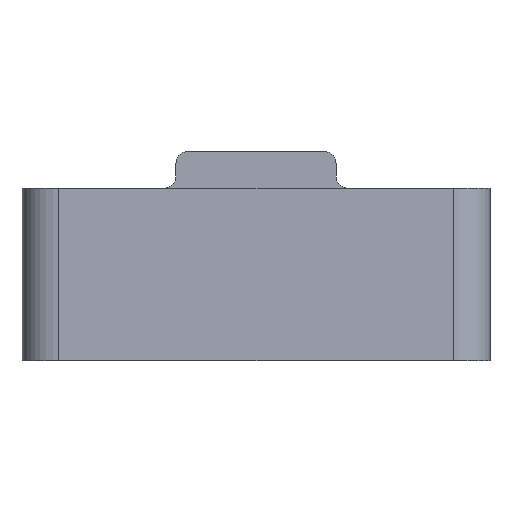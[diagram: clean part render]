
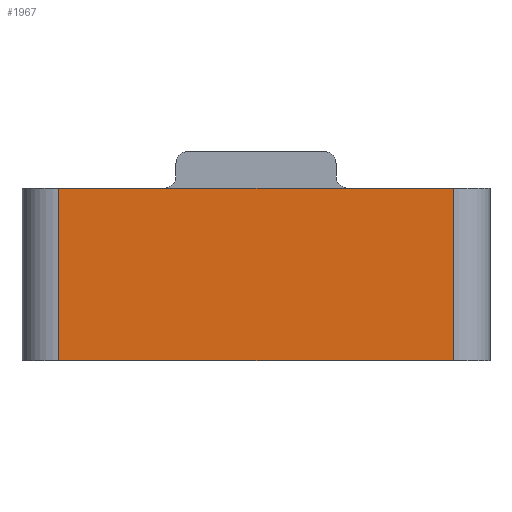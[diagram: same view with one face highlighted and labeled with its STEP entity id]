
A CAD part, left-side view. The second image highlights one B-rep face of the part: STEP entity #1967.
In plain terms, the highlighted face is planar.
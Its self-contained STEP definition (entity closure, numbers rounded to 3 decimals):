
#60 = VECTOR ( 'NONE', #1336, 1000. ) ;
#83 = DIRECTION ( 'NONE',  ( 1., 0., 0. ) ) ;
#270 = CARTESIAN_POINT ( 'NONE',  ( 4., 16., 25.5 ) ) ;
#299 = LINE ( 'NONE', #1339, #780 ) ;
#315 = VECTOR ( 'NONE', #83, 1000. ) ;
#506 = LINE ( 'NONE', #1383, #60 ) ;
#699 = VERTEX_POINT ( 'NONE', #270 ) ;
#749 = EDGE_CURVE ( 'NONE', #1904, #1658, #299, .T. ) ;
#780 = VECTOR ( 'NONE', #1170, 1000. ) ;
#806 = ORIENTED_EDGE ( 'NONE', *, *, #749, .T. ) ;
#1021 = CARTESIAN_POINT ( 'NONE',  ( -10., 16., 25.5 ) ) ;
#1126 = DIRECTION ( 'NONE',  ( 0., 1., 0. ) ) ;
#1142 = PLANE ( 'NONE',  #1628 ) ;
#1170 = DIRECTION ( 'NONE',  ( 0., -1., 0. ) ) ;
#1180 = EDGE_LOOP ( 'NONE', ( #2059, #2087, #1610, #806 ) ) ;
#1214 = CARTESIAN_POINT ( 'NONE',  ( -10., -16., 25.5 ) ) ;
#1316 = LINE ( 'NONE', #1516, #315 ) ;
#1336 = DIRECTION ( 'NONE',  ( 0., 1., 0. ) ) ;
#1339 = CARTESIAN_POINT ( 'NONE',  ( -10., -19., 25.5 ) ) ;
#1383 = CARTESIAN_POINT ( 'NONE',  ( 4., 27.139, 25.5 ) ) ;
#1458 = FACE_OUTER_BOUND ( 'NONE', #1180, .T. ) ;
#1462 = VECTOR ( 'NONE', #2153, 1000. ) ;
#1516 = CARTESIAN_POINT ( 'NONE',  ( 10., -16., 25.5 ) ) ;
#1610 = ORIENTED_EDGE ( 'NONE', *, *, #1705, .T. ) ;
#1628 = AXIS2_PLACEMENT_3D ( 'NONE', #1776, #2048, #1126 ) ;
#1637 = CARTESIAN_POINT ( 'NONE',  ( 4., -16., 25.5 ) ) ;
#1658 = VERTEX_POINT ( 'NONE', #1214 ) ;
#1705 = EDGE_CURVE ( 'NONE', #699, #1904, #1968, .T. ) ;
#1732 = CARTESIAN_POINT ( 'NONE',  ( 10., 16., 25.5 ) ) ;
#1776 = CARTESIAN_POINT ( 'NONE',  ( 10., -19., 25.5 ) ) ;
#1801 = EDGE_CURVE ( 'NONE', #2051, #699, #506, .T. ) ;
#1904 = VERTEX_POINT ( 'NONE', #1021 ) ;
#1913 = EDGE_CURVE ( 'NONE', #1658, #2051, #1316, .T. ) ;
#1967 = ADVANCED_FACE ( 'NONE', ( #1458 ), #1142, .F. ) ;
#1968 = LINE ( 'NONE', #1732, #1462 ) ;
#2048 = DIRECTION ( 'NONE',  ( 0., 0., -1. ) ) ;
#2051 = VERTEX_POINT ( 'NONE', #1637 ) ;
#2059 = ORIENTED_EDGE ( 'NONE', *, *, #1913, .T. ) ;
#2087 = ORIENTED_EDGE ( 'NONE', *, *, #1801, .T. ) ;
#2153 = DIRECTION ( 'NONE',  ( -1., 0., 0. ) ) ;
